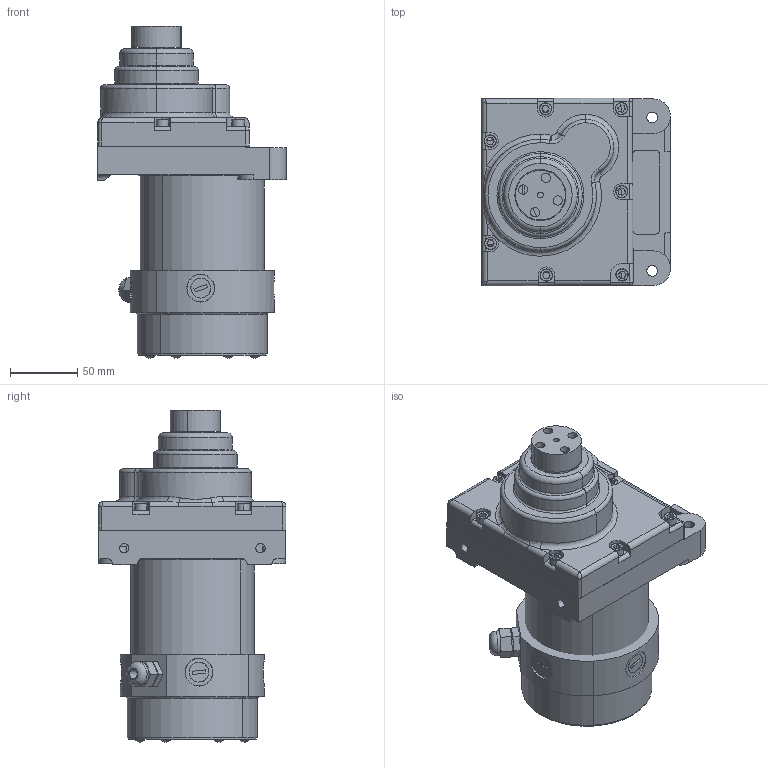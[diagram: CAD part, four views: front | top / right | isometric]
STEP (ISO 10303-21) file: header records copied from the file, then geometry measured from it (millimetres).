
FILE_DESCRIPTION (( 'STEP AP203' ), '1' );
FILE_NAME ('t64 complete.STEP', '2015-09-02T14:27:53', ( '' ), ( '' ), 'SwSTEP 2.0', 'SolidWorks 2015', '' );
FILE_SCHEMA (( 'CONFIG_CONTROL_DESIGN' ));
Length unit declared in the file: inch
Products named in the file (1): t64 complete
Bounding box: 140.59 x 139.93 x 247.24 mm (x, y, z)
Surface area: 182411.7 mm2 (no closed solid volume)
Topology: 0 solids, 29 shells, 441 faces, 1329 edges, 915 vertices
Faces by surface type: plane 231, cylinder 151, torus 27, cone 14, sphere 10, bspline 8
Entity records: 16121 total; most frequent: CARTESIAN_POINT 3848, DIRECTION 2692, ORIENTED_EDGE 2288, EDGE_CURVE 1325, AXIS2_PLACEMENT_3D 977, VERTEX_POINT 915, VECTOR 738, LINE 738
